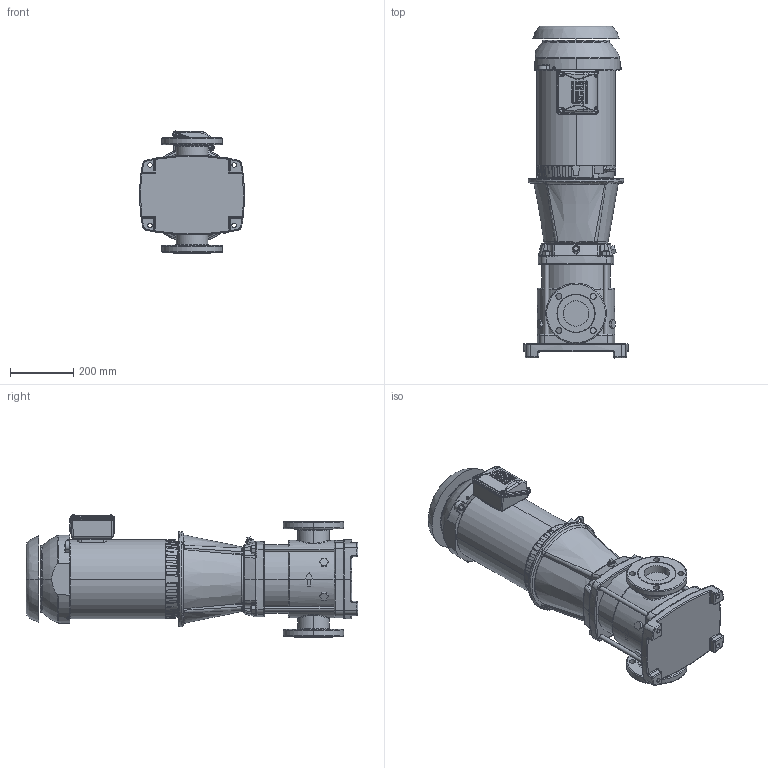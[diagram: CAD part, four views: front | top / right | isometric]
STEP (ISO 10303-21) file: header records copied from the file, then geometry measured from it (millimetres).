
FILE_DESCRIPTION (( 'STEP AP203' ), '1' );
FILE_NAME ('3303113 - MVI-225-1_1-7.5 HP-213TC-304-E-230_460~3.step', '2022-03-30T18:59:35', ( '' ), ( '' ), 'SwSTEP 2.0', 'SolidWorks 2021', '' );
FILE_SCHEMA (( 'CONFIG_CONTROL_DESIGN' ));
Length unit declared in the file: inch
Products named in the file (5): MVI PEO - [304-EPDM]_3304113 - MVI-225-1_1-7.5ÿHP-213TC-304-E-S; 2700096 - NEMA V2 7.5 HP 213_5TC 208-230_460~3 TEFC; 3303113 - MVI-225-1_1-7.5燞P-213TC-304-E-230_460~3; TEFC MOTOR_2700096 - NEMA V2 7.5 HP 213_5TC 208-230_460~3 TEFC; sbi_n_45-1_1_flange(NEMA)
Assembly tree (4 placements, depth 3):
  3303113 - MVI-225-1_1-7.5燞P-213TC-304-E-230_460~3
    MVI PEO - [304-EPDM]_3304113 - MVI-225-1_1-7.5ÿHP-213TC-304-E-S
      sbi_n_45-1_1_flange(NEMA)
    TEFC MOTOR_2700096 - NEMA V2 7.5 HP 213_5TC 208-230_460~3 TEFC
      2700096 - NEMA V2 7.5 HP 213_5TC 208-230_460~3 TEFC
Bounding box: 329.74 x 1045.51 x 385.02 mm (x, y, z)
Volume: 52132753.2 mm3; surface area: 1847094.8 mm2
Topology: 21 solids, 37 shells, 3739 faces, 9774 edges, 6380 vertices
Faces by surface type: plane 1818, cylinder 1393, bspline 264, cone 158, torus 100, sphere 6
Entity records: 145347 total; most frequent: CARTESIAN_POINT 54181, ORIENTED_EDGE 19488, DIRECTION 18297, EDGE_CURVE 9744, AXIS2_PLACEMENT_3D 6490, VERTEX_POINT 6378, VECTOR 5317, LINE 5317
